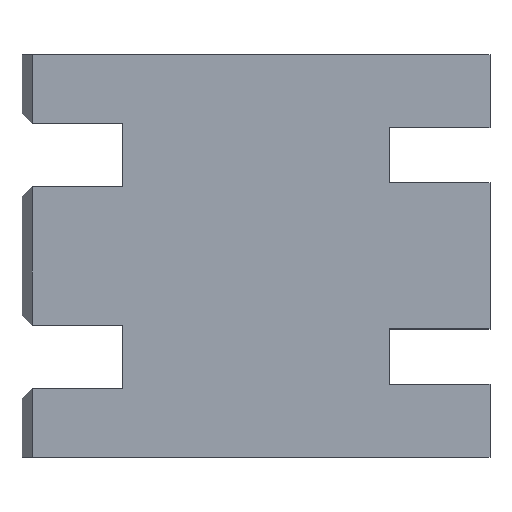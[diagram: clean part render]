
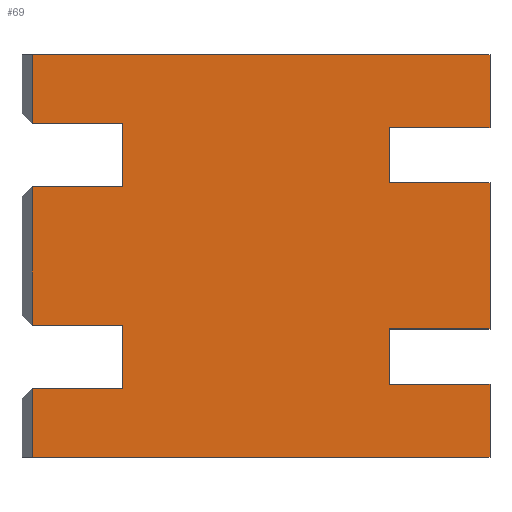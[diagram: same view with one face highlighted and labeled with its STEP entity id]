
A CAD part, top view. The second image highlights one B-rep face of the part: STEP entity #69.
In plain terms, the highlighted planar face has unit normal (0, 0, 1).
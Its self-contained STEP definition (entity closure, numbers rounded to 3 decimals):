
#69=ADVANCED_FACE('',(#157),#158,.T.);
#157=FACE_OUTER_BOUND('',#261,.T.);
#158=PLANE('',#262);
#261=EDGE_LOOP('',(#391,#392,#393,#394,#395,#396,#397,#398,#399,#400,#401,#402,#403,#404,#405,#406,#407,#408,#409,#410));
#262=AXIS2_PLACEMENT_3D('',#411,#412,#413);
#391=ORIENTED_EDGE('',*,*,#647,.T.);
#392=ORIENTED_EDGE('',*,*,#663,.T.);
#393=ORIENTED_EDGE('',*,*,#664,.T.);
#394=ORIENTED_EDGE('',*,*,#665,.T.);
#395=ORIENTED_EDGE('',*,*,#641,.T.);
#396=ORIENTED_EDGE('',*,*,#661,.T.);
#397=ORIENTED_EDGE('',*,*,#666,.T.);
#398=ORIENTED_EDGE('',*,*,#667,.T.);
#399=ORIENTED_EDGE('',*,*,#668,.T.);
#400=ORIENTED_EDGE('',*,*,#669,.T.);
#401=ORIENTED_EDGE('',*,*,#670,.T.);
#402=ORIENTED_EDGE('',*,*,#671,.T.);
#403=ORIENTED_EDGE('',*,*,#672,.T.);
#404=ORIENTED_EDGE('',*,*,#673,.T.);
#405=ORIENTED_EDGE('',*,*,#674,.T.);
#406=ORIENTED_EDGE('',*,*,#675,.T.);
#407=ORIENTED_EDGE('',*,*,#635,.T.);
#408=ORIENTED_EDGE('',*,*,#676,.T.);
#409=ORIENTED_EDGE('',*,*,#677,.T.);
#410=ORIENTED_EDGE('',*,*,#678,.T.);
#411=CARTESIAN_POINT('',(46.5,40.0,10.0));
#412=DIRECTION('',(0.0,0.0,1.0));
#413=DIRECTION('',(1.0,0.0,0.0));
#635=EDGE_CURVE('',#752,#749,#753,.T.);
#641=EDGE_CURVE('',#763,#761,#764,.T.);
#647=EDGE_CURVE('',#768,#772,#774,.T.);
#661=EDGE_CURVE('',#761,#794,#796,.T.);
#663=EDGE_CURVE('',#772,#798,#799,.T.);
#664=EDGE_CURVE('',#798,#800,#801,.T.);
#665=EDGE_CURVE('',#800,#763,#802,.T.);
#666=EDGE_CURVE('',#794,#803,#804,.T.);
#667=EDGE_CURVE('',#803,#805,#806,.T.);
#668=EDGE_CURVE('',#805,#807,#808,.T.);
#669=EDGE_CURVE('',#807,#809,#810,.T.);
#670=EDGE_CURVE('',#809,#811,#812,.T.);
#671=EDGE_CURVE('',#811,#813,#814,.T.);
#672=EDGE_CURVE('',#813,#815,#816,.T.);
#673=EDGE_CURVE('',#815,#817,#818,.T.);
#674=EDGE_CURVE('',#817,#819,#820,.T.);
#675=EDGE_CURVE('',#819,#752,#821,.T.);
#676=EDGE_CURVE('',#749,#822,#823,.T.);
#677=EDGE_CURVE('',#822,#824,#825,.T.);
#678=EDGE_CURVE('',#824,#768,#826,.T.);
#749=VERTEX_POINT('',#916);
#752=VERTEX_POINT('',#920);
#753=LINE('',#921,#922);
#761=VERTEX_POINT('',#933);
#763=VERTEX_POINT('',#936);
#764=LINE('',#937,#938);
#768=VERTEX_POINT('',#943);
#772=VERTEX_POINT('',#949);
#774=LINE('',#952,#953);
#794=VERTEX_POINT('',#982);
#796=LINE('',#985,#986);
#798=VERTEX_POINT('',#988);
#799=LINE('',#989,#990);
#800=VERTEX_POINT('',#991);
#801=LINE('',#992,#993);
#802=LINE('',#994,#995);
#803=VERTEX_POINT('',#996);
#804=LINE('',#997,#998);
#805=VERTEX_POINT('',#999);
#806=LINE('',#1000,#1001);
#807=VERTEX_POINT('',#1002);
#808=LINE('',#1003,#1004);
#809=VERTEX_POINT('',#1005);
#810=LINE('',#1006,#1007);
#811=VERTEX_POINT('',#1008);
#812=LINE('',#1009,#1010);
#813=VERTEX_POINT('',#1011);
#814=LINE('',#1012,#1013);
#815=VERTEX_POINT('',#1014);
#816=LINE('',#1015,#1016);
#817=VERTEX_POINT('',#1017);
#818=LINE('',#1018,#1019);
#819=VERTEX_POINT('',#1020);
#820=LINE('',#1021,#1022);
#821=LINE('',#1023,#1024);
#822=VERTEX_POINT('',#1025);
#823=LINE('',#1026,#1027);
#824=VERTEX_POINT('',#1028);
#825=LINE('',#1029,#1030);
#826=LINE('',#1031,#1032);
#916=CARTESIAN_POINT('',(2.,66.25,10.0));
#920=CARTESIAN_POINT('',(2.0,80.0,10.0));
#921=CARTESIAN_POINT('',(2.,40.0,10.0));
#922=VECTOR('',#1165,1.0);
#933=CARTESIAN_POINT('',(2.0,0.0,10.0));
#936=CARTESIAN_POINT('',(2.0,13.75,10.0));
#937=CARTESIAN_POINT('',(2.,40.0,10.0));
#938=VECTOR('',#1170,1.0);
#943=CARTESIAN_POINT('',(2.,53.75,10.0));
#949=CARTESIAN_POINT('',(2.0,26.25,10.0));
#952=CARTESIAN_POINT('',(2.,40.0,10.0));
#953=VECTOR('',#1175,1.0);
#982=CARTESIAN_POINT('',(93.0,0.0,10.0));
#985=CARTESIAN_POINT('',(46.5,0.0,10.0));
#986=VECTOR('',#1186,1.0);
#988=CARTESIAN_POINT('',(20.0,26.25,10.0));
#989=CARTESIAN_POINT('',(28.25,26.25,10.0));
#990=VECTOR('',#1187,1.0);
#991=CARTESIAN_POINT('',(20.0,13.75,10.0));
#992=CARTESIAN_POINT('',(20.0,30.0,10.0));
#993=VECTOR('',#1188,1.0);
#994=CARTESIAN_POINT('',(28.25,13.75,10.0));
#995=VECTOR('',#1189,1.0);
#996=CARTESIAN_POINT('',(93.0,14.5,10.0));
#997=CARTESIAN_POINT('',(93.0,40.0,10.0));
#998=VECTOR('',#1190,1.0);
#999=CARTESIAN_POINT('',(73.0,14.5,10.0));
#1000=CARTESIAN_POINT('',(64.75,14.5,10.0));
#1001=VECTOR('',#1191,1.0);
#1002=CARTESIAN_POINT('',(73.0,25.5,10.0));
#1003=CARTESIAN_POINT('',(73.0,30.0,10.0));
#1004=VECTOR('',#1192,1.0);
#1005=CARTESIAN_POINT('',(93.0,25.5,10.0));
#1006=CARTESIAN_POINT('',(64.75,25.5,10.0));
#1007=VECTOR('',#1193,1.0);
#1008=CARTESIAN_POINT('',(93.0,54.5,10.0));
#1009=CARTESIAN_POINT('',(93.0,40.0,10.0));
#1010=VECTOR('',#1194,1.0);
#1011=CARTESIAN_POINT('',(73.0,54.5,10.0));
#1012=CARTESIAN_POINT('',(64.75,54.5,10.0));
#1013=VECTOR('',#1195,1.0);
#1014=CARTESIAN_POINT('',(73.0,65.5,10.0));
#1015=CARTESIAN_POINT('',(73.0,50.0,10.0));
#1016=VECTOR('',#1196,1.0);
#1017=CARTESIAN_POINT('',(93.0,65.5,10.0));
#1018=CARTESIAN_POINT('',(64.75,65.5,10.0));
#1019=VECTOR('',#1197,1.0);
#1020=CARTESIAN_POINT('',(93.0,80.0,10.0));
#1021=CARTESIAN_POINT('',(93.0,40.0,10.0));
#1022=VECTOR('',#1198,1.0);
#1023=CARTESIAN_POINT('',(46.5,80.0,10.0));
#1024=VECTOR('',#1199,1.0);
#1025=CARTESIAN_POINT('',(20.0,66.25,10.0));
#1026=CARTESIAN_POINT('',(28.25,66.25,10.0));
#1027=VECTOR('',#1200,1.0);
#1028=CARTESIAN_POINT('',(20.0,53.75,10.0));
#1029=CARTESIAN_POINT('',(20.0,50.0,10.0));
#1030=VECTOR('',#1201,1.0);
#1031=CARTESIAN_POINT('',(28.25,53.75,10.0));
#1032=VECTOR('',#1202,1.0);
#1165=DIRECTION('',(0.0,-1.0,0.0));
#1170=DIRECTION('',(0.0,-1.0,0.0));
#1175=DIRECTION('',(0.0,-1.0,0.0));
#1186=DIRECTION('',(1.0,0.0,0.0));
#1187=DIRECTION('',(1.0,0.0,-0.0));
#1188=DIRECTION('',(0.0,-1.0,0.0));
#1189=DIRECTION('',(-1.0,0.0,0.0));
#1190=DIRECTION('',(0.0,1.0,0.0));
#1191=DIRECTION('',(-1.0,0.0,0.0));
#1192=DIRECTION('',(0.0,1.0,0.0));
#1193=DIRECTION('',(1.0,0.0,-0.0));
#1194=DIRECTION('',(0.0,1.0,0.0));
#1195=DIRECTION('',(-1.0,0.0,0.0));
#1196=DIRECTION('',(0.0,1.0,0.0));
#1197=DIRECTION('',(1.0,0.0,-0.0));
#1198=DIRECTION('',(0.0,1.0,0.0));
#1199=DIRECTION('',(-1.0,0.0,0.0));
#1200=DIRECTION('',(1.0,0.0,-0.0));
#1201=DIRECTION('',(0.0,-1.0,0.0));
#1202=DIRECTION('',(-1.0,0.0,0.0));
